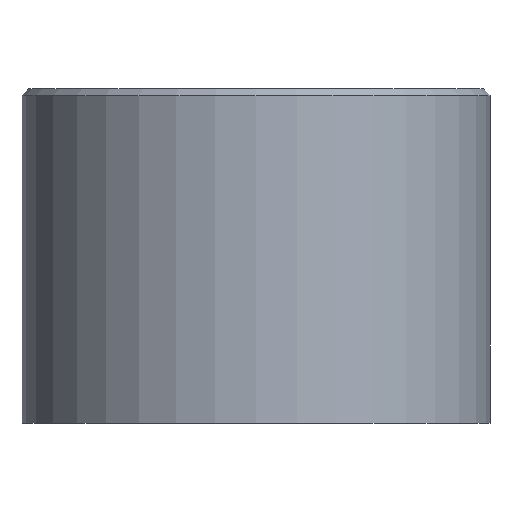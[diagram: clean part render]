
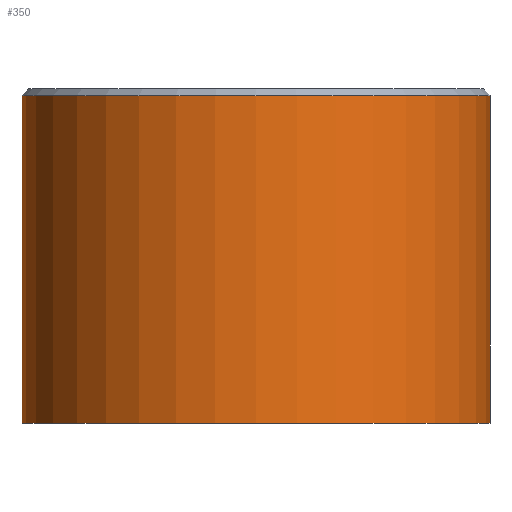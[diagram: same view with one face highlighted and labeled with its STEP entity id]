
A CAD part, front view. The second image highlights one B-rep face of the part: STEP entity #350.
In plain terms, the highlighted cylindrical face has radius 17.5 mm (diameter 35 mm), a partial arc.
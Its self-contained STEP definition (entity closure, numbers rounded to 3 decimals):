
#3 = CARTESIAN_POINT ( 'NONE',  ( 17.5, 0., -25. ) ) ;
#4 = DIRECTION ( 'NONE',  ( 0., 0., 1. ) ) ;
#6 = LINE ( 'NONE', #3, #207 ) ;
#9 = CARTESIAN_POINT ( 'NONE',  ( 0., 0., -25. ) ) ;
#14 = DIRECTION ( 'NONE',  ( 0., 0., 1. ) ) ;
#18 = CARTESIAN_POINT ( 'NONE',  ( 0., 0., -25. ) ) ;
#19 = DIRECTION ( 'NONE',  ( 1., 0., 0. ) ) ;
#29 = DIRECTION ( 'NONE',  ( 0., 0., 1. ) ) ;
#34 = ORIENTED_EDGE ( 'NONE', *, *, #372, .T. ) ;
#55 = DIRECTION ( 'NONE',  ( 0., 0., -1. ) ) ;
#57 = DIRECTION ( 'NONE',  ( 1., 0., 0. ) ) ;
#58 = CARTESIAN_POINT ( 'NONE',  ( 0., 0., -0.5 ) ) ;
#74 = CARTESIAN_POINT ( 'NONE',  ( -17.5, 0., -0.5 ) ) ;
#77 = CARTESIAN_POINT ( 'NONE',  ( -17.5, 0., -25. ) ) ;
#82 = CARTESIAN_POINT ( 'NONE',  ( 17.5, 0., -0.5 ) ) ;
#83 = CARTESIAN_POINT ( 'NONE',  ( 17.5, 0., -25. ) ) ;
#100 = ORIENTED_EDGE ( 'NONE', *, *, #326, .T. ) ;
#110 = ORIENTED_EDGE ( 'NONE', *, *, #336, .T. ) ;
#131 = EDGE_LOOP ( 'NONE', ( #154, #100, #110, #34 ) ) ;
#143 = DIRECTION ( 'NONE',  ( 0., 0., 1. ) ) ;
#154 = ORIENTED_EDGE ( 'NONE', *, *, #353, .F. ) ;
#169 = VERTEX_POINT ( 'NONE', #82 ) ;
#175 = VERTEX_POINT ( 'NONE', #83 ) ;
#185 = VERTEX_POINT ( 'NONE', #77 ) ;
#187 = VERTEX_POINT ( 'NONE', #74 ) ;
#188 = LINE ( 'NONE', #190, #275 ) ;
#189 = DIRECTION ( 'NONE',  ( 1., 0., 0. ) ) ;
#190 = CARTESIAN_POINT ( 'NONE',  ( -17.5, 0., -25. ) ) ;
#191 = CYLINDRICAL_SURFACE ( 'NONE', #221, 17.5 ) ;
#204 = FACE_OUTER_BOUND ( 'NONE', #131, .T. ) ;
#207 = VECTOR ( 'NONE', #4, 1000. ) ;
#216 = AXIS2_PLACEMENT_3D ( 'NONE', #18, #14, #19 ) ;
#221 = AXIS2_PLACEMENT_3D ( 'NONE', #9, #29, #189 ) ;
#275 = VECTOR ( 'NONE', #143, 1000. ) ;
#286 = AXIS2_PLACEMENT_3D ( 'NONE', #58, #55, #57 ) ;
#326 = EDGE_CURVE ( 'NONE', #185, #175, #331, .T. ) ;
#330 = CIRCLE ( 'NONE', #286, 17.5 ) ;
#331 = CIRCLE ( 'NONE', #216, 17.5 ) ;
#336 = EDGE_CURVE ( 'NONE', #175, #169, #6, .T. ) ;
#350 = ADVANCED_FACE ( 'NONE', ( #204 ), #191, .T. ) ;
#353 = EDGE_CURVE ( 'NONE', #185, #187, #188, .T. ) ;
#372 = EDGE_CURVE ( 'NONE', #169, #187, #330, .T. ) ;
